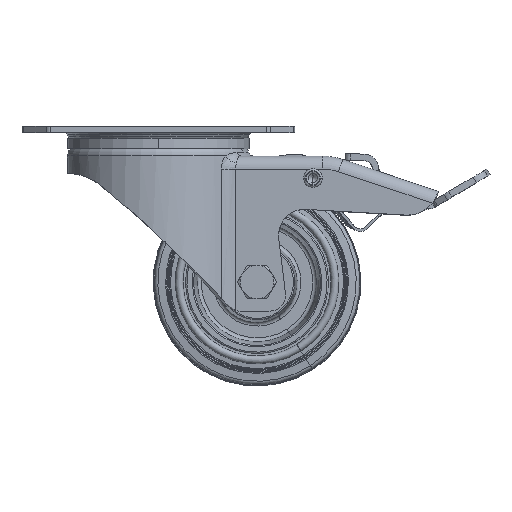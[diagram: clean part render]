
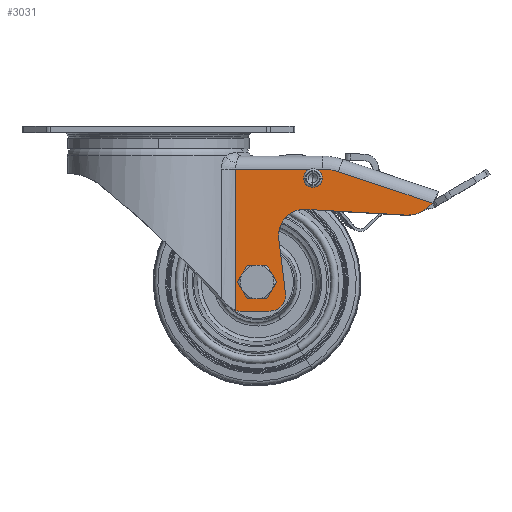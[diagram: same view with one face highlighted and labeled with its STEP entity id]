
A CAD part, top view. The second image highlights one B-rep face of the part: STEP entity #3031.
In plain terms, the highlighted planar face has unit normal (0, 0, 1).
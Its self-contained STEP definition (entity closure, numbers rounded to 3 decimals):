
#686 = DIRECTION ( 'NONE',  ( -0.948, 0.317, 0. ) ) ;
#808 = CIRCLE ( 'NONE', #9892, 2.6 ) ;
#966 = AXIS2_PLACEMENT_3D ( 'NONE', #39154, #21663, #54575 ) ;
#983 = EDGE_CURVE ( 'NONE', #15210, #57278, #67023, .T. ) ;
#1030 = FACE_BOUND ( 'NONE', #45022, .T. ) ;
#1062 = DIRECTION ( 'NONE',  ( 0., -1., 0. ) ) ;
#1553 = VERTEX_POINT ( 'NONE', #7897 ) ;
#1743 = VERTEX_POINT ( 'NONE', #52896 ) ;
#1783 = CARTESIAN_POINT ( 'NONE',  ( 95.279, -28.232, 23. ) ) ;
#2830 = DIRECTION ( 'NONE',  ( -1., 0., 0. ) ) ;
#3031 = ADVANCED_FACE ( 'NONE', ( #48531, #1030, #43495 ), #27750, .T. ) ;
#3130 = VECTOR ( 'NONE', #686, 1000. ) ;
#3183 = AXIS2_PLACEMENT_3D ( 'NONE', #45609, #60712, #1062 ) ;
#4627 = CARTESIAN_POINT ( 'NONE',  ( 105.445, -23.604, 23. ) ) ;
#5202 = ORIENTED_EDGE ( 'NONE', *, *, #11824, .F. ) ;
#6073 = ORIENTED_EDGE ( 'NONE', *, *, #55330, .T. ) ;
#6627 = CARTESIAN_POINT ( 'NONE',  ( 69.371, -11.534, 23. ) ) ;
#6867 = ORIENTED_EDGE ( 'NONE', *, *, #31369, .T. ) ;
#7897 = CARTESIAN_POINT ( 'NONE',  ( 48.955, -58.469, 23. ) ) ;
#8437 = CARTESIAN_POINT ( 'NONE',  ( 29.799, -19.522, 23. ) ) ;
#8872 = CIRCLE ( 'NONE', #966, 10. ) ;
#9034 = DIRECTION ( 'NONE',  ( 0., 0., -1. ) ) ;
#9795 = EDGE_LOOP ( 'NONE', ( #5202, #29266, #6073, #6867, #48472, #29393, #18644, #63318, #43348, #60440, #47602 ) ) ;
#9892 = AXIS2_PLACEMENT_3D ( 'NONE', #54159, #64515, #21957 ) ;
#10128 = EDGE_CURVE ( 'NONE', #69936, #46489, #45105, .T. ) ;
#10768 = EDGE_CURVE ( 'NONE', #38664, #36969, #49615, .T. ) ;
#10952 = CIRCLE ( 'NONE', #63392, 12. ) ;
#11164 = VERTEX_POINT ( 'NONE', #1783 ) ;
#11212 = CARTESIAN_POINT ( 'NONE',  ( 63.025, -10.5, 23. ) ) ;
#11321 = EDGE_CURVE ( 'NONE', #34981, #31033, #8872, .T. ) ;
#11824 = EDGE_CURVE ( 'NONE', #25429, #11164, #10952, .T. ) ;
#12994 = CARTESIAN_POINT ( 'NONE',  ( 56.844, -26.041, 23. ) ) ;
#13107 = DIRECTION ( 'NONE',  ( 0., 0., -1. ) ) ;
#13573 = B_SPLINE_CURVE_WITH_KNOTS ( 'NONE', 3,
 ( #56685, #30884, #57375, #8437, #45554 ),
 .UNSPECIFIED., .F., .F.,
 ( 4, 1, 4 ),
 ( 0., 0.5, 1. ),
 .UNSPECIFIED. ) ;
#15069 = DIRECTION ( 'NONE',  ( 0.79, -0.613, 0. ) ) ;
#15210 = VERTEX_POINT ( 'NONE', #20408 ) ;
#15618 = LINE ( 'NONE', #32057, #55626 ) ;
#16075 = EDGE_CURVE ( 'NONE', #57278, #1743, #13573, .T. ) ;
#17087 = DIRECTION ( 'NONE',  ( -0.998, 0.057, 0. ) ) ;
#17653 = AXIS2_PLACEMENT_3D ( 'NONE', #25426, #42913, #54028 ) ;
#17772 = LINE ( 'NONE', #50656, #50939 ) ;
#18644 = ORIENTED_EDGE ( 'NONE', *, *, #62296, .T. ) ;
#18707 = ORIENTED_EDGE ( 'NONE', *, *, #36065, .T. ) ;
#18983 = CIRCLE ( 'NONE', #32752, 4.1 ) ;
#19891 = AXIS2_PLACEMENT_3D ( 'NONE', #48876, #64949, #70661 ) ;
#20005 = DIRECTION ( 'NONE',  ( 1., 0., 0. ) ) ;
#20402 = DIRECTION ( 'NONE',  ( 0., 0., 1. ) ) ;
#20408 = CARTESIAN_POINT ( 'NONE',  ( 31.5, -65.2, 23. ) ) ;
#21488 = EDGE_CURVE ( 'NONE', #25429, #54384, #27751, .T. ) ;
#21663 = DIRECTION ( 'NONE',  ( 0., 0., -1. ) ) ;
#21957 = DIRECTION ( 'NONE',  ( -0.962, -0.275, 0. ) ) ;
#23586 = EDGE_LOOP ( 'NONE', ( #18707, #34165 ) ) ;
#23635 = CARTESIAN_POINT ( 'NONE',  ( 46.349, -37.244, 23. ) ) ;
#23802 = CARTESIAN_POINT ( 'NONE',  ( 31.5, -65.2, 23. ) ) ;
#25426 = CARTESIAN_POINT ( 'NONE',  ( 59.5, -14., 23. ) ) ;
#25429 = VERTEX_POINT ( 'NONE', #25725 ) ;
#25725 = CARTESIAN_POINT ( 'NONE',  ( 105.445, -23.604, 23. ) ) ;
#27212 = CIRCLE ( 'NONE', #35221, 20. ) ;
#27750 = PLANE ( 'NONE',  #19891 ) ;
#27751 = LINE ( 'NONE', #4627, #3130 ) ;
#29266 = ORIENTED_EDGE ( 'NONE', *, *, #21488, .T. ) ;
#29393 = ORIENTED_EDGE ( 'NONE', *, *, #983, .F. ) ;
#30884 = CARTESIAN_POINT ( 'NONE',  ( 29.799, -55.825, 23. ) ) ;
#31033 = VERTEX_POINT ( 'NONE', #12994 ) ;
#31223 = CARTESIAN_POINT ( 'NONE',  ( 33.9, -54., 23. ) ) ;
#31369 = EDGE_CURVE ( 'NONE', #51962, #1743, #17772, .T. ) ;
#32057 = CARTESIAN_POINT ( 'NONE',  ( 46.349, -37.244, 23. ) ) ;
#32752 = AXIS2_PLACEMENT_3D ( 'NONE', #53268, #47522, #20005 ) ;
#34165 = ORIENTED_EDGE ( 'NONE', *, *, #10768, .T. ) ;
#34981 = VERTEX_POINT ( 'NONE', #23635 ) ;
#35221 = AXIS2_PLACEMENT_3D ( 'NONE', #59390, #20402, #58687 ) ;
#36065 = EDGE_CURVE ( 'NONE', #36969, #38664, #808, .T. ) ;
#36828 = DIRECTION ( 'NONE',  ( 1., 0., 0. ) ) ;
#36969 = VERTEX_POINT ( 'NONE', #38751 ) ;
#37420 = DIRECTION ( 'NONE',  ( 0.122, -0.993, 0. ) ) ;
#38116 = CARTESIAN_POINT ( 'NONE',  ( 62.1, -14., 23. ) ) ;
#38191 = CARTESIAN_POINT ( 'NONE',  ( 95.279, -28.232, 23. ) ) ;
#38664 = VERTEX_POINT ( 'NONE', #38116 ) ;
#38751 = CARTESIAN_POINT ( 'NONE',  ( 56.9, -14., 23. ) ) ;
#39154 = CARTESIAN_POINT ( 'NONE',  ( 56.275, -36.025, 23. ) ) ;
#39469 = VECTOR ( 'NONE', #40236, 1000. ) ;
#40236 = DIRECTION ( 'NONE',  ( 1., 0., 0. ) ) ;
#41383 = EDGE_CURVE ( 'NONE', #1553, #65784, #47116, .T. ) ;
#41485 = CARTESIAN_POINT ( 'NONE',  ( 38., -54., 23. ) ) ;
#42913 = DIRECTION ( 'NONE',  ( 0., 0., -1. ) ) ;
#43348 = ORIENTED_EDGE ( 'NONE', *, *, #54044, .F. ) ;
#43495 = FACE_BOUND ( 'NONE', #23586, .T. ) ;
#44606 = LINE ( 'NONE', #38191, #58857 ) ;
#45022 = EDGE_LOOP ( 'NONE', ( #59555, #64954 ) ) ;
#45105 = CIRCLE ( 'NONE', #56708, 4.1 ) ;
#45554 = CARTESIAN_POINT ( 'NONE',  ( 29.799, -10.5, 23. ) ) ;
#45609 = CARTESIAN_POINT ( 'NONE',  ( 31.5, -59.2, 23. ) ) ;
#46489 = VERTEX_POINT ( 'NONE', #48543 ) ;
#47116 = CIRCLE ( 'NONE', #60907, 6. ) ;
#47522 = DIRECTION ( 'NONE',  ( 0., 0., -1. ) ) ;
#47602 = ORIENTED_EDGE ( 'NONE', *, *, #52873, .F. ) ;
#48472 = ORIENTED_EDGE ( 'NONE', *, *, #16075, .F. ) ;
#48531 = FACE_OUTER_BOUND ( 'NONE', #9795, .T. ) ;
#48543 = CARTESIAN_POINT ( 'NONE',  ( 42.1, -54., 23. ) ) ;
#48876 = CARTESIAN_POINT ( 'NONE',  ( 114., -5.5, 23. ) ) ;
#49615 = CIRCLE ( 'NONE', #17653, 2.6 ) ;
#50469 = CARTESIAN_POINT ( 'NONE',  ( 43., -65.2, 23. ) ) ;
#50656 = CARTESIAN_POINT ( 'NONE',  ( 63.025, -10.5, 23. ) ) ;
#50939 = VECTOR ( 'NONE', #2830, 1000. ) ;
#51962 = VERTEX_POINT ( 'NONE', #11212 ) ;
#52873 = EDGE_CURVE ( 'NONE', #11164, #31033, #44606, .T. ) ;
#52896 = CARTESIAN_POINT ( 'NONE',  ( 29.799, -10.5, 23. ) ) ;
#53268 = CARTESIAN_POINT ( 'NONE',  ( 38., -54., 23. ) ) ;
#54028 = DIRECTION ( 'NONE',  ( -0.962, -0.275, 0. ) ) ;
#54044 = EDGE_CURVE ( 'NONE', #34981, #1553, #15618, .T. ) ;
#54159 = CARTESIAN_POINT ( 'NONE',  ( 59.5, -14., 23. ) ) ;
#54384 = VERTEX_POINT ( 'NONE', #6627 ) ;
#54575 = DIRECTION ( 'NONE',  ( -0.993, -0.122, 0. ) ) ;
#55330 = EDGE_CURVE ( 'NONE', #54384, #51962, #27212, .T. ) ;
#55626 = VECTOR ( 'NONE', #37420, 1000. ) ;
#56685 = CARTESIAN_POINT ( 'NONE',  ( 29.799, -64.954, 23. ) ) ;
#56708 = AXIS2_PLACEMENT_3D ( 'NONE', #41485, #64010, #36828 ) ;
#57278 = VERTEX_POINT ( 'NONE', #60644 ) ;
#57375 = CARTESIAN_POINT ( 'NONE',  ( 29.799, -37.62, 23. ) ) ;
#58102 = LINE ( 'NONE', #23802, #39469 ) ;
#58687 = DIRECTION ( 'NONE',  ( 0.317, 0.948, 0. ) ) ;
#58857 = VECTOR ( 'NONE', #17087, 1000. ) ;
#59390 = CARTESIAN_POINT ( 'NONE',  ( 63.025, -30.5, 23. ) ) ;
#59555 = ORIENTED_EDGE ( 'NONE', *, *, #10128, .T. ) ;
#60440 = ORIENTED_EDGE ( 'NONE', *, *, #11321, .T. ) ;
#60644 = CARTESIAN_POINT ( 'NONE',  ( 29.799, -64.954, 23. ) ) ;
#60712 = DIRECTION ( 'NONE',  ( 0., 0., -1. ) ) ;
#60907 = AXIS2_PLACEMENT_3D ( 'NONE', #62053, #13107, #63462 ) ;
#62053 = CARTESIAN_POINT ( 'NONE',  ( 43., -59.2, 23. ) ) ;
#62296 = EDGE_CURVE ( 'NONE', #15210, #65784, #58102, .T. ) ;
#63318 = ORIENTED_EDGE ( 'NONE', *, *, #41383, .F. ) ;
#63392 = AXIS2_PLACEMENT_3D ( 'NONE', #64402, #9034, #15069 ) ;
#63462 = DIRECTION ( 'NONE',  ( 0.993, 0.122, 0. ) ) ;
#64010 = DIRECTION ( 'NONE',  ( 0., 0., -1. ) ) ;
#64402 = CARTESIAN_POINT ( 'NONE',  ( 95.962, -16.251, 23. ) ) ;
#64515 = DIRECTION ( 'NONE',  ( 0., 0., -1. ) ) ;
#64949 = DIRECTION ( 'NONE',  ( 0., 0., 1. ) ) ;
#64954 = ORIENTED_EDGE ( 'NONE', *, *, #69695, .T. ) ;
#65784 = VERTEX_POINT ( 'NONE', #50469 ) ;
#67023 = CIRCLE ( 'NONE', #3183, 6. ) ;
#69695 = EDGE_CURVE ( 'NONE', #46489, #69936, #18983, .T. ) ;
#69936 = VERTEX_POINT ( 'NONE', #31223 ) ;
#70661 = DIRECTION ( 'NONE',  ( 0., -1., 0. ) ) ;
